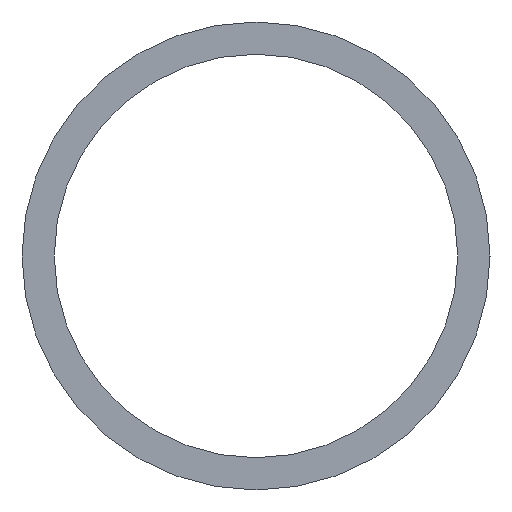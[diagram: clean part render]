
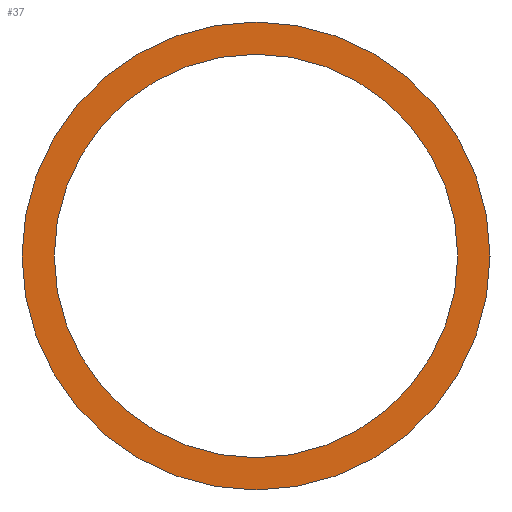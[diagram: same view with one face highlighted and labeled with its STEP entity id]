
A CAD part, left-side view. The second image highlights one B-rep face of the part: STEP entity #37.
In plain terms, the highlighted planar face has unit normal (-1, 0, 0).
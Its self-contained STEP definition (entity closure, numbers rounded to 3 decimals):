
#3 = CIRCLE ( 'NONE', #84, 100. ) ;
#11 = CARTESIAN_POINT ( 'NONE',  ( -1005., 116., 0. ) ) ;
#12 = DIRECTION ( 'NONE',  ( 0., 0., 1. ) ) ;
#25 = VERTEX_POINT ( 'NONE', #125 ) ;
#26 = DIRECTION ( 'NONE',  ( 1., 0., 0. ) ) ;
#27 = PLANE ( 'NONE',  #50 ) ;
#33 = DIRECTION ( 'NONE',  ( 0., 0., 1. ) ) ;
#37 = ADVANCED_FACE ( 'NONE', ( #162, #92 ), #27, .F. ) ;
#50 = AXIS2_PLACEMENT_3D ( 'NONE', #11, #26, #132 ) ;
#55 = CARTESIAN_POINT ( 'NONE',  ( -1005., 0., 0. ) ) ;
#57 = CIRCLE ( 'NONE', #104, 116. ) ;
#61 = EDGE_LOOP ( 'NONE', ( #179, #105 ) ) ;
#62 = EDGE_CURVE ( 'NONE', #139, #192, #85, .T. ) ;
#73 = ORIENTED_EDGE ( 'NONE', *, *, #62, .F. ) ;
#84 = AXIS2_PLACEMENT_3D ( 'NONE', #127, #137, #33 ) ;
#85 = CIRCLE ( 'NONE', #195, 100. ) ;
#92 = FACE_OUTER_BOUND ( 'NONE', #61, .T. ) ;
#96 = EDGE_LOOP ( 'NONE', ( #73, #159 ) ) ;
#98 = DIRECTION ( 'NONE',  ( -1., 0., 0. ) ) ;
#100 = CARTESIAN_POINT ( 'NONE',  ( -1005., 0., -100. ) ) ;
#104 = AXIS2_PLACEMENT_3D ( 'NONE', #118, #172, #107 ) ;
#105 = ORIENTED_EDGE ( 'NONE', *, *, #151, .T. ) ;
#107 = DIRECTION ( 'NONE',  ( 0., 0., 1. ) ) ;
#110 = CIRCLE ( 'NONE', #145, 116. ) ;
#115 = CARTESIAN_POINT ( 'NONE',  ( -1005., 0., -116. ) ) ;
#118 = CARTESIAN_POINT ( 'NONE',  ( -1005., 0., 0. ) ) ;
#119 = DIRECTION ( 'NONE',  ( -1., 0., 0. ) ) ;
#122 = EDGE_CURVE ( 'NONE', #25, #167, #57, .T. ) ;
#125 = CARTESIAN_POINT ( 'NONE',  ( -1005., 0., 116. ) ) ;
#127 = CARTESIAN_POINT ( 'NONE',  ( -1005., 0., 0. ) ) ;
#132 = DIRECTION ( 'NONE',  ( 0., 0., -1. ) ) ;
#137 = DIRECTION ( 'NONE',  ( -1., 0., 0. ) ) ;
#139 = VERTEX_POINT ( 'NONE', #157 ) ;
#145 = AXIS2_PLACEMENT_3D ( 'NONE', #190, #119, #173 ) ;
#151 = EDGE_CURVE ( 'NONE', #167, #25, #110, .T. ) ;
#152 = EDGE_CURVE ( 'NONE', #192, #139, #3, .T. ) ;
#157 = CARTESIAN_POINT ( 'NONE',  ( -1005., 0., 100. ) ) ;
#159 = ORIENTED_EDGE ( 'NONE', *, *, #152, .F. ) ;
#162 = FACE_BOUND ( 'NONE', #96, .T. ) ;
#167 = VERTEX_POINT ( 'NONE', #115 ) ;
#172 = DIRECTION ( 'NONE',  ( -1., 0., 0. ) ) ;
#173 = DIRECTION ( 'NONE',  ( 0., 0., 1. ) ) ;
#179 = ORIENTED_EDGE ( 'NONE', *, *, #122, .T. ) ;
#190 = CARTESIAN_POINT ( 'NONE',  ( -1005., 0., 0. ) ) ;
#192 = VERTEX_POINT ( 'NONE', #100 ) ;
#195 = AXIS2_PLACEMENT_3D ( 'NONE', #55, #98, #12 ) ;
